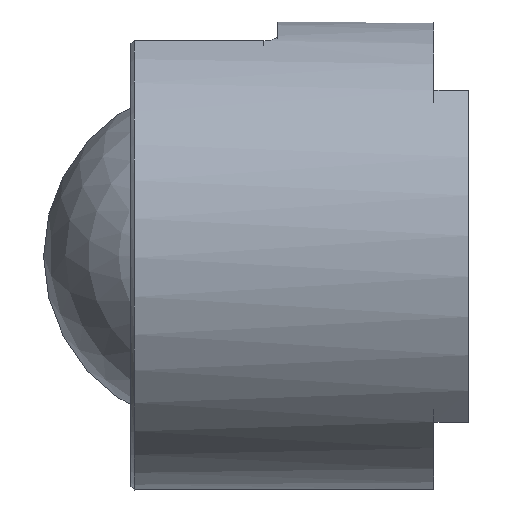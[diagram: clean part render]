
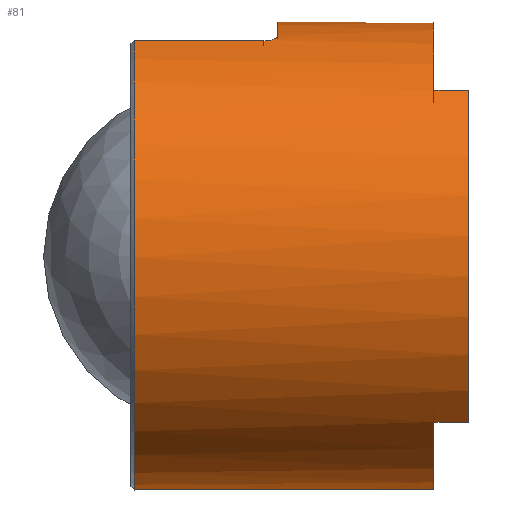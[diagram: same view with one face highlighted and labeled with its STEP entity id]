
A CAD part, left-side view. The second image highlights one B-rep face of the part: STEP entity #81.
In plain terms, the highlighted cylindrical face has radius 34 mm (diameter 68 mm), a full revolution.
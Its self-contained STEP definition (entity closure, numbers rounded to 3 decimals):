
#81 = ADVANCED_FACE( '', ( #120, #121 ), #122, .T. );
#120 = FACE_OUTER_BOUND( '', #187, .T. );
#121 = FACE_OUTER_BOUND( '', #188, .T. );
#122 = CYLINDRICAL_SURFACE( '', #189, 34. );
#187 = EDGE_LOOP( '', ( #276, #277, #278, #279, #280, #281, #282, #283 ) );
#188 = EDGE_LOOP( '', ( #284, #285, #286, #287, #288, #289 ) );
#189 = AXIS2_PLACEMENT_3D( '', #290, #291, #292 );
#276 = ORIENTED_EDGE( '', *, *, #451, .F. );
#277 = ORIENTED_EDGE( '', *, *, #452, .F. );
#278 = ORIENTED_EDGE( '', *, *, #453, .F. );
#279 = ORIENTED_EDGE( '', *, *, #454, .F. );
#280 = ORIENTED_EDGE( '', *, *, #455, .F. );
#281 = ORIENTED_EDGE( '', *, *, #456, .F. );
#282 = ORIENTED_EDGE( '', *, *, #457, .F. );
#283 = ORIENTED_EDGE( '', *, *, #458, .F. );
#284 = ORIENTED_EDGE( '', *, *, #459, .T. );
#285 = ORIENTED_EDGE( '', *, *, #448, .T. );
#286 = ORIENTED_EDGE( '', *, *, #460, .T. );
#287 = ORIENTED_EDGE( '', *, *, #461, .T. );
#288 = ORIENTED_EDGE( '', *, *, #462, .F. );
#289 = ORIENTED_EDGE( '', *, *, #463, .T. );
#290 = CARTESIAN_POINT( '', ( 0., -5., 0. ) );
#291 = DIRECTION( '', ( 0., 1., 0. ) );
#292 = DIRECTION( '', ( 0., 0., -1. ) );
#448 = EDGE_CURVE( '', #517, #515, #518, .T. );
#451 = EDGE_CURVE( '', #522, #523, #524, .T. );
#452 = EDGE_CURVE( '', #525, #522, #526, .T. );
#453 = EDGE_CURVE( '', #527, #525, #528, .F. );
#454 = EDGE_CURVE( '', #529, #527, #530, .T. );
#455 = EDGE_CURVE( '', #531, #529, #532, .T. );
#456 = EDGE_CURVE( '', #533, #531, #534, .T. );
#457 = EDGE_CURVE( '', #535, #533, #536, .F. );
#458 = EDGE_CURVE( '', #523, #535, #537, .T. );
#459 = EDGE_CURVE( '', #538, #517, #539, .T. );
#460 = EDGE_CURVE( '', #515, #540, #541, .T. );
#461 = EDGE_CURVE( '', #540, #542, #543, .T. );
#462 = EDGE_CURVE( '', #544, #542, #545, .T. );
#463 = EDGE_CURVE( '', #544, #538, #546, .T. );
#515 = VERTEX_POINT( '', #739 );
#517 = VERTEX_POINT( '', #742 );
#518 = B_SPLINE_CURVE_WITH_KNOTS( '', 3, ( #743, #744, #745, #746, #747, #748, #749, #750, #751, #752, #753, #754, #755, #756 ), .UNSPECIFIED., .F., .F., ( 4, 2, 2, 2, 2, 2, 4 ), ( 0., 0., 0.001, 0.001, 0.002, 0.002, 0.003 ), .UNSPECIFIED. );
#522 = VERTEX_POINT( '', #761 );
#523 = VERTEX_POINT( '', #762 );
#524 = LINE( '', #763, #764 );
#525 = VERTEX_POINT( '', #765 );
#526 = CIRCLE( '', #766, 34. );
#527 = VERTEX_POINT( '', #767 );
#528 = LINE( '', #768, #769 );
#529 = VERTEX_POINT( '', #770 );
#530 = CIRCLE( '', #771, 34. );
#531 = VERTEX_POINT( '', #772 );
#532 = LINE( '', #773, #774 );
#533 = VERTEX_POINT( '', #775 );
#534 = CIRCLE( '', #776, 34. );
#535 = VERTEX_POINT( '', #777 );
#536 = LINE( '', #778, #779 );
#537 = CIRCLE( '', #780, 34. );
#538 = VERTEX_POINT( '', #781 );
#539 = CIRCLE( '', #782, 34. );
#540 = VERTEX_POINT( '', #783 );
#541 = LINE( '', #784, #785 );
#542 = VERTEX_POINT( '', #786 );
#543 = CIRCLE( '', #787, 34. );
#544 = VERTEX_POINT( '', #788 );
#545 = LINE( '', #789, #790 );
#546 = B_SPLINE_CURVE_WITH_KNOTS( '', 3, ( #791, #792, #793, #794, #795, #796, #797, #798, #799, #800, #801, #802, #803, #804 ), .UNSPECIFIED., .F., .F., ( 4, 2, 2, 2, 2, 2, 4 ), ( 0., 0., 0.001, 0.001, 0.002, 0.002, 0.003 ), .UNSPECIFIED. );
#739 = CARTESIAN_POINT( '', ( -13.345, 24.7, 31.271 ) );
#742 = CARTESIAN_POINT( '', ( -11.483, 22.7, 32.002 ) );
#743 = CARTESIAN_POINT( '', ( -11.483, 22.7, 32.002 ) );
#744 = CARTESIAN_POINT( '', ( -11.607, 22.7, 31.958 ) );
#745 = CARTESIAN_POINT( '', ( -11.729, 22.713, 31.913 ) );
#746 = CARTESIAN_POINT( '', ( -11.969, 22.764, 31.824 ) );
#747 = CARTESIAN_POINT( '', ( -12.088, 22.802, 31.779 ) );
#748 = CARTESIAN_POINT( '', ( -12.314, 22.902, 31.692 ) );
#749 = CARTESIAN_POINT( '', ( -12.421, 22.963, 31.65 ) );
#750 = CARTESIAN_POINT( '', ( -12.623, 23.108, 31.57 ) );
#751 = CARTESIAN_POINT( '', ( -12.718, 23.193, 31.532 ) );
#752 = CARTESIAN_POINT( '', ( -12.975, 23.469, 31.427 ) );
#753 = CARTESIAN_POINT( '', ( -13.113, 23.692, 31.37 ) );
#754 = CARTESIAN_POINT( '', ( -13.297, 24.173, 31.292 ) );
#755 = CARTESIAN_POINT( '', ( -13.345, 24.436, 31.271 ) );
#756 = CARTESIAN_POINT( '', ( -13.345, 24.7, 31.271 ) );
#761 = CARTESIAN_POINT( '', ( 24., 0., -24.083 ) );
#762 = CARTESIAN_POINT( '', ( 24., -5., -24.083 ) );
#763 = CARTESIAN_POINT( '', ( 24., -5., -24.083 ) );
#764 = VECTOR( '', #889, 1000. );
#765 = CARTESIAN_POINT( '', ( -24., 0., -24.083 ) );
#766 = AXIS2_PLACEMENT_3D( '', #890, #891, #892 );
#767 = CARTESIAN_POINT( '', ( -24., -5., -24.083 ) );
#768 = CARTESIAN_POINT( '', ( -24., -5., -24.083 ) );
#769 = VECTOR( '', #893, 1000. );
#770 = CARTESIAN_POINT( '', ( -24., -5., 24.083 ) );
#771 = AXIS2_PLACEMENT_3D( '', #894, #895, #896 );
#772 = CARTESIAN_POINT( '', ( -24., 0., 24.083 ) );
#773 = CARTESIAN_POINT( '', ( -24., -5., 24.083 ) );
#774 = VECTOR( '', #897, 1000. );
#775 = CARTESIAN_POINT( '', ( 24., 0., 24.083 ) );
#776 = AXIS2_PLACEMENT_3D( '', #898, #899, #900 );
#777 = CARTESIAN_POINT( '', ( 24., -5., 24.083 ) );
#778 = CARTESIAN_POINT( '', ( 24., -5., 24.083 ) );
#779 = VECTOR( '', #901, 1000. );
#780 = AXIS2_PLACEMENT_3D( '', #902, #903, #904 );
#781 = CARTESIAN_POINT( '', ( 32.007, 22.7, -11.471 ) );
#782 = AXIS2_PLACEMENT_3D( '', #905, #906, #907 );
#783 = CARTESIAN_POINT( '', ( -13.345, 43.5, 31.271 ) );
#784 = CARTESIAN_POINT( '', ( -13.345, 22.7, 31.271 ) );
#785 = VECTOR( '', #908, 1000. );
#786 = CARTESIAN_POINT( '', ( 31.276, 43.5, -13.333 ) );
#787 = AXIS2_PLACEMENT_3D( '', #909, #910, #911 );
#788 = CARTESIAN_POINT( '', ( 31.276, 24.7, -13.333 ) );
#789 = CARTESIAN_POINT( '', ( 31.276, 22.7, -13.333 ) );
#790 = VECTOR( '', #912, 1000. );
#791 = CARTESIAN_POINT( '', ( 31.276, 24.7, -13.333 ) );
#792 = CARTESIAN_POINT( '', ( 31.276, 24.568, -13.333 ) );
#793 = CARTESIAN_POINT( '', ( 31.282, 24.438, -13.322 ) );
#794 = CARTESIAN_POINT( '', ( 31.301, 24.182, -13.275 ) );
#795 = CARTESIAN_POINT( '', ( 31.316, 24.055, -13.239 ) );
#796 = CARTESIAN_POINT( '', ( 31.355, 23.813, -13.147 ) );
#797 = CARTESIAN_POINT( '', ( 31.379, 23.698, -13.09 ) );
#798 = CARTESIAN_POINT( '', ( 31.435, 23.481, -12.956 ) );
#799 = CARTESIAN_POINT( '', ( 31.467, 23.378, -12.878 ) );
#800 = CARTESIAN_POINT( '', ( 31.571, 23.101, -12.622 ) );
#801 = CARTESIAN_POINT( '', ( 31.653, 22.952, -12.415 ) );
#802 = CARTESIAN_POINT( '', ( 31.826, 22.753, -11.965 ) );
#803 = CARTESIAN_POINT( '', ( 31.918, 22.7, -11.719 ) );
#804 = CARTESIAN_POINT( '', ( 32.007, 22.7, -11.471 ) );
#889 = DIRECTION( '', ( 0., -1., 0. ) );
#890 = CARTESIAN_POINT( '', ( 0., 0., 0. ) );
#891 = DIRECTION( '', ( 0., -1., 0. ) );
#892 = DIRECTION( '', ( 0., 0., -1. ) );
#893 = DIRECTION( '', ( 0., -1., 0. ) );
#894 = CARTESIAN_POINT( '', ( 0., -5., 0. ) );
#895 = DIRECTION( '', ( 0., -1., 0. ) );
#896 = DIRECTION( '', ( 0., 0., -1. ) );
#897 = DIRECTION( '', ( 0., -1., 0. ) );
#898 = CARTESIAN_POINT( '', ( 0., 0., 0. ) );
#899 = DIRECTION( '', ( 0., -1., 0. ) );
#900 = DIRECTION( '', ( 0., 0., -1. ) );
#901 = DIRECTION( '', ( 0., -1., 0. ) );
#902 = CARTESIAN_POINT( '', ( 0., -5., 0. ) );
#903 = DIRECTION( '', ( 0., -1., 0. ) );
#904 = DIRECTION( '', ( 0., 0., -1. ) );
#905 = CARTESIAN_POINT( '', ( 0., 22.7, 0. ) );
#906 = DIRECTION( '', ( 0., -1., 0. ) );
#907 = DIRECTION( '', ( 0., 0., -1. ) );
#908 = DIRECTION( '', ( 0., 1., 0. ) );
#909 = CARTESIAN_POINT( '', ( 0., 43.5, 0. ) );
#910 = DIRECTION( '', ( 0., -1., 0. ) );
#911 = DIRECTION( '', ( 0., 0., -1. ) );
#912 = DIRECTION( '', ( 0., 1., 0. ) );
